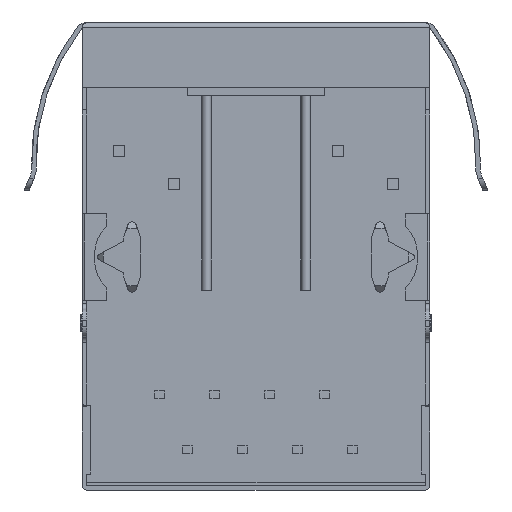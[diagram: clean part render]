
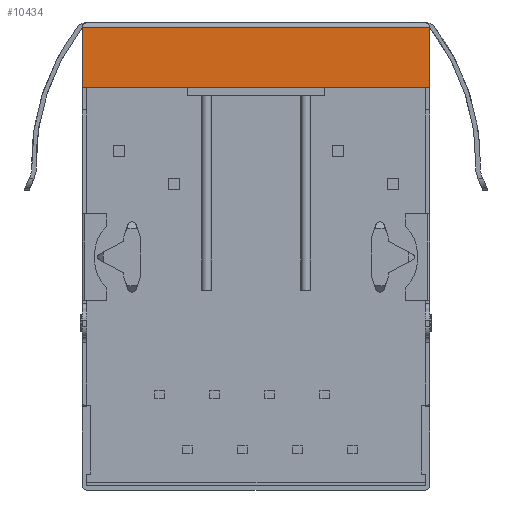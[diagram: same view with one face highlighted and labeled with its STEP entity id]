
A CAD part, front view. The second image highlights one B-rep face of the part: STEP entity #10434.
In plain terms, the highlighted planar face has unit normal (0, -1, 0).
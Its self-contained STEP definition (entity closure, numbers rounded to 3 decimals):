
#1035=FACE_OUTER_BOUND('',#1593,.T.);
#1593=EDGE_LOOP('',(#9114,#9115,#9116,#9117));
#2740=LINE('',#17029,#3964);
#2743=LINE('',#17035,#3967);
#2802=LINE('',#17382,#4026);
#2803=LINE('',#17383,#4027);
#3964=VECTOR('',#13481,1000.);
#3967=VECTOR('',#13486,1000.);
#4026=VECTOR('',#13701,1000.);
#4027=VECTOR('',#13702,1000.);
#4835=VERTEX_POINT('',#16546);
#4866=VERTEX_POINT('',#16793);
#4932=VERTEX_POINT('',#17031);
#4933=VERTEX_POINT('',#17033);
#6310=EDGE_CURVE('',#4866,#4835,#2740,.T.);
#6313=EDGE_CURVE('',#4932,#4933,#2743,.T.);
#6412=EDGE_CURVE('',#4933,#4835,#2802,.T.);
#6413=EDGE_CURVE('',#4866,#4932,#2803,.T.);
#9114=ORIENTED_EDGE('',*,*,#6412,.T.);
#9115=ORIENTED_EDGE('',*,*,#6310,.F.);
#9116=ORIENTED_EDGE('',*,*,#6413,.T.);
#9117=ORIENTED_EDGE('',*,*,#6313,.T.);
#9941=PLANE('',#11162);
#10434=ADVANCED_FACE('',(#1035),#9941,.T.);
#11162=AXIS2_PLACEMENT_3D('',#17381,#13699,#13700);
#13481=DIRECTION('',(1.,0.,0.));
#13486=DIRECTION('',(1.,0.,0.));
#13699=DIRECTION('center_axis',(0.,-1.,0.));
#13700=DIRECTION('ref_axis',(0.,0.,-1.));
#13701=DIRECTION('',(0.,0.,1.));
#13702=DIRECTION('',(0.,0.,-1.));
#16546=CARTESIAN_POINT('',(8.014,-6.795,0.051));
#16793=CARTESIAN_POINT('',(-8.014,-6.795,0.051));
#17029=CARTESIAN_POINT('',(-8.11,-6.795,0.051));
#17031=CARTESIAN_POINT('',(-8.014,-6.795,-2.743));
#17033=CARTESIAN_POINT('',(8.014,-6.795,-2.743));
#17035=CARTESIAN_POINT('',(-8.014,-6.795,-2.743));
#17381=CARTESIAN_POINT('Origin',(-8.014,-6.795,0.051));
#17382=CARTESIAN_POINT('',(8.014,-6.795,0.051));
#17383=CARTESIAN_POINT('',(-8.014,-6.795,0.051));
